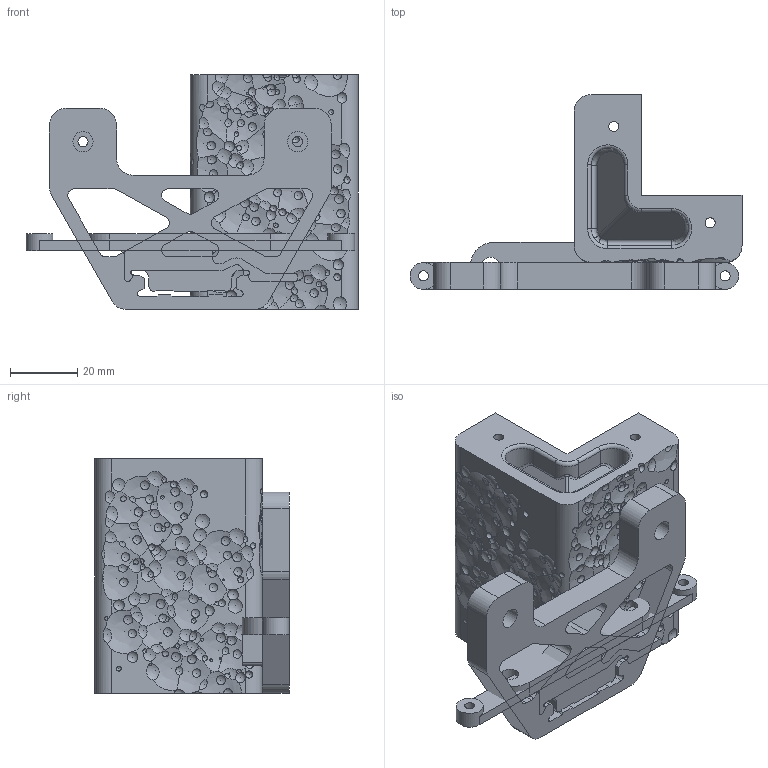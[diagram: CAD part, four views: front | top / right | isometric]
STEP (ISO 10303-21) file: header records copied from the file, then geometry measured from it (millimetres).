
FILE_DESCRIPTION(/* description */ ('STEP AP242','CAx-IF Rec.Pracs.---Representation and Presentation of Product Manufacturing Information (PMI)---4.0---2014-10-13','CAx-IF Rec.Pracs.---3D Tessellated Geometry---0.4---2014-09-14','2;1'),/* implementation_level */ '2;1');
FILE_NAME(/* name */ '67e6d22efbac3b084be60502',/* time_stamp */ '2025-03-28T16:45:35Z',/* author */ (''),/* organization */ (''),/* preprocessor_version */ 'ST-DEVELOPER v20',/* originating_system */ 'ONSHAPE BY PTC INC, 1.195',/* authorisation */ ' ');
FILE_SCHEMA (('AP242_MANAGED_MODEL_BASED_3D_ENGINEERING_MIM_LF { 1 0 10303 442 1 1 4 }'));
Length unit declared in the file: metre
Products named in the file (5): DIN rail drop; DIN rail clip generic; DIN rail LRS200 LRS350; base standoff; DIN rail Octopus pro
Bounding box: 99 x 58 x 70 mm (x, y, z)
Volume: 77199 mm3; surface area: 42349.9 mm2
Topology: 5 solids, 5 shells, 647 faces, 2653 edges, 1781 vertices
Faces by surface type: sphere 351, plane 162, cylinder 110, bspline 14, torus 9, cone 1
Full cylindrical faces by diameter (mm): 3 x6, 4 x1, 5.2 x2, 6 x6, 8 x2, 9 x1
Entity records: 21594 total; most frequent: CARTESIAN_POINT 4273, DIRECTION 4076, ORIENTED_EDGE 3426, AXIS2_PLACEMENT_3D 1800, EDGE_CURVE 1713, VERTEX_POINT 1167, CIRCLE 1140, EDGE_LOOP 770
